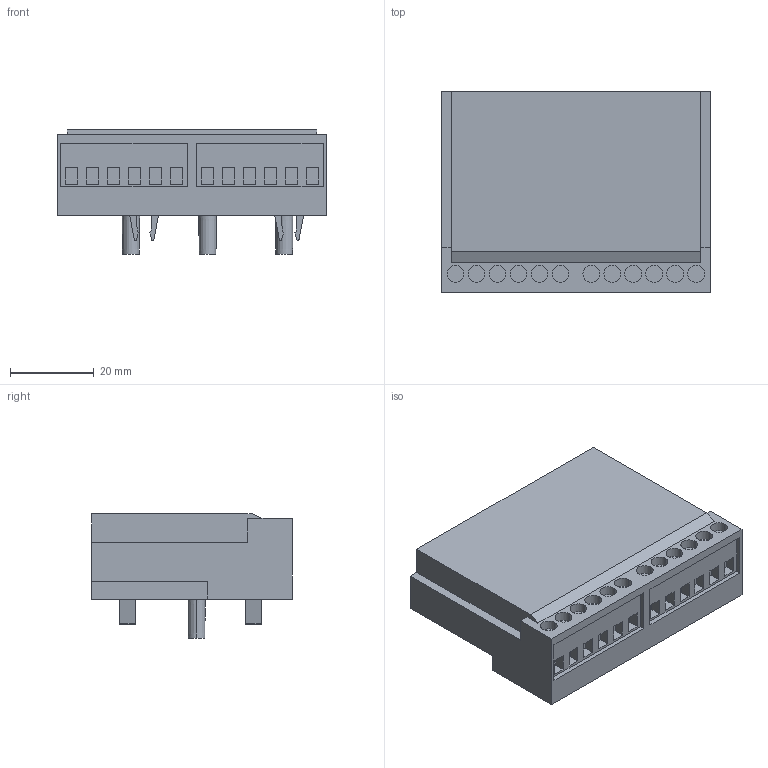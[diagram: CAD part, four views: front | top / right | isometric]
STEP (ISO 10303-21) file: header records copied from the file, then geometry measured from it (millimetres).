
FILE_DESCRIPTION (( 'STEP AP214' ), '1' );
FILE_NAME ('CFW320 IOAENC.STEP', '2024-09-11T00:48:42', ( '' ), ( '' ), 'SwSTEP 2.0', 'SolidWorks 2021', '' );
FILE_SCHEMA (( 'AUTOMOTIVE_DESIGN' ));
Length unit declared in the file: inch
Products named in the file (1): CFW320 IOAENC
Bounding box: 64 x 47.82 x 29.59 mm (x, y, z)
Volume: 58123.6 mm3; surface area: 12316.9 mm2
Topology: 1 solids, 1 shells, 204 faces, 495 edges, 330 vertices
Faces by surface type: plane 158, cylinder 24, bspline 16, cone 6
Entity records: 5987 total; most frequent: CARTESIAN_POINT 1238, ORIENTED_EDGE 990, DIRECTION 901, EDGE_CURVE 495, VECTOR 403, LINE 403, VERTEX_POINT 330, AXIS2_PLACEMENT_3D 249
